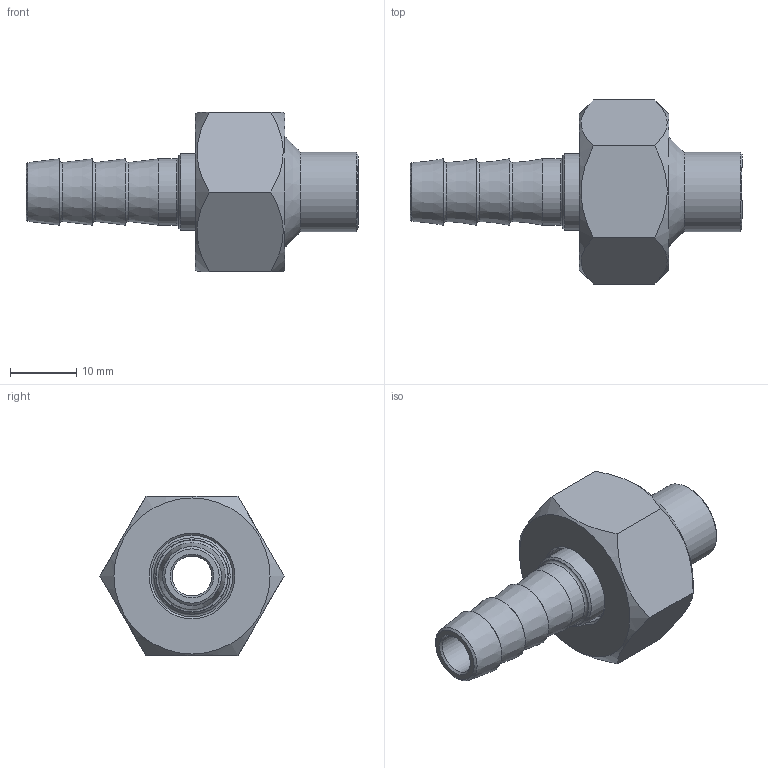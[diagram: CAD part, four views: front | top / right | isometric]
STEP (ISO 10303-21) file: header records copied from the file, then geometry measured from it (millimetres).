
FILE_DESCRIPTION(/* description */ (''),/* implementation_level */ '2;1');
FILE_NAME(/* name */ '3D_R666-SLE-SG-10-DN10-12_171130806.stp',/* time_stamp */ '2021-07-15T08:00:49+02:00',/* author */ ('cad'),/* organization */ (''),/* preprocessor_version */ 'ST-DEVELOPER v18.1',/* originating_system */ 'Autodesk Inventor 2022',/* authorisation */ '');
FILE_SCHEMA (('AUTOMOTIVE_DESIGN { 1 0 10303 214 3 1 1 }'));
Length unit declared in the file: millimetre
Products named in the file (4): 3D_R666-SLE-SG-10-DN10-12_171130806; 3D_R666-M-DN10_17113900; 3D_R666-SG-12-DN10_17113700; 3D_R666-SLE-10-DN10_17113405
Assembly tree (3 placements, depth 2):
  3D_R666-SLE-SG-10-DN10-12_171130806
    3D_R666-M-DN10_17113900
    3D_R666-SG-12-DN10_17113700
    3D_R666-SLE-10-DN10_17113405
Bounding box: 50 x 27.71 x 24 mm (x, y, z)
Volume: 7801 mm3; surface area: 5665.2 mm2
Topology: 3 solids, 3 shells, 53 faces, 115 edges, 74 vertices
Faces by surface type: cone 20, plane 18, cylinder 9, torus 6
Full cylindrical faces by diameter (mm): 6 x1, 9 x1, 10 x1, 11.5 x1, 12 x1, 12.3 x1, 14.5 x1, 14.95 x1, 16.6 x1
Entity records: 1616 total; most frequent: DIRECTION 291, CARTESIAN_POINT 273, ORIENTED_EDGE 230, AXIS2_PLACEMENT_3D 128, EDGE_CURVE 115, VERTEX_POINT 74, CIRCLE 68, EDGE_LOOP 65
